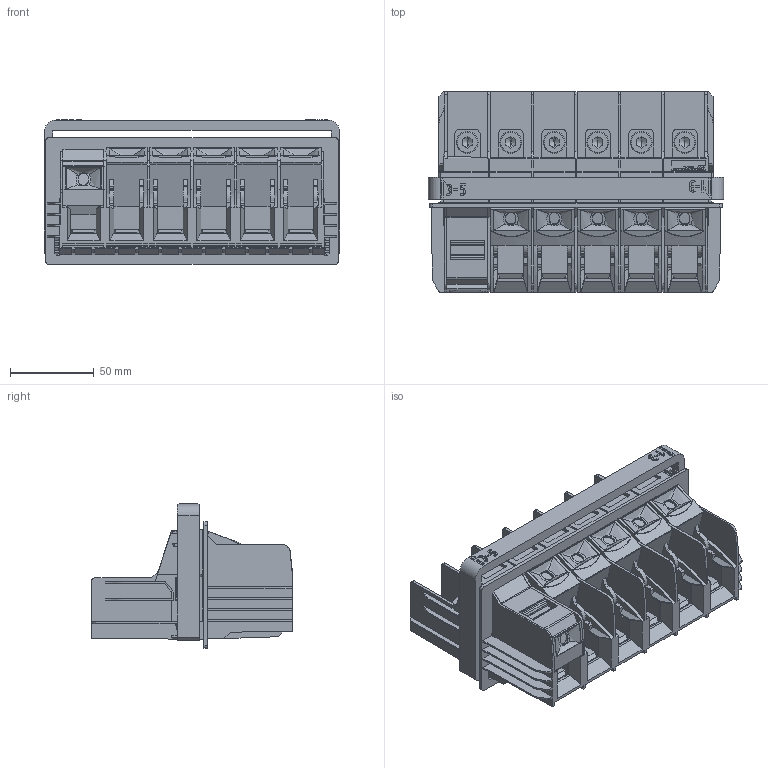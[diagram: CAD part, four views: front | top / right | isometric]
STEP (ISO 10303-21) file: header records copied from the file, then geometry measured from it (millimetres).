
FILE_DESCRIPTION(('Creo Elements/Direct Modeling STEP Export'),'2;1');
FILE_NAME('model.stp','2020-04-14T10:13:04',(''),(''),'Creo Elements/Direct Modeling STEP processor for AP214 (Solid Model)','Creo Elements/Direct Modeling 20.1A 29-Sep-2018 (C) Parametric Technology GmbH','');
FILE_SCHEMA(('AUTOMOTIVE_DESIGN { 1 0 10303 214 1 1 1 1 }'));
Length unit declared in the file: millimetre
Products named in the file (16): SCHNORR-Scheibe_Gr_8.1.4; SCHNORR-Scheibe_Gr_8.1.3; SCHNORR-Scheibe_Gr_8.1.1; SCHNORR-Scheibe_Gr_8.1.2; SCHNORR-Scheibe_Gr_8.1; schr.zyl-iskt_m8x12.1.4; schr.zyl-iskt_m8x12.1.2; schr.zyl-iskt_m8x12.1.3; schr.zyl-iskt_m8x12.1.1; schr.zyl-iskt_m8x12.1; SCHNORR-Scheibe_Gr_8.1.5; schr.zyl-iskt_m8x12.1.5; Baugruppe_Schrauben; TW95-Innenteil.1; TW95-Wendeklemmkeil.2; TW95_6-CL
Assembly tree (15 placements, depth 3):
  TW95_6-CL
    TW95-Wendeklemmkeil.2
    TW95-Innenteil.1
    Baugruppe_Schrauben
      schr.zyl-iskt_m8x12.1.5
      SCHNORR-Scheibe_Gr_8.1.5
      schr.zyl-iskt_m8x12.1
      schr.zyl-iskt_m8x12.1.1
      schr.zyl-iskt_m8x12.1.3
      schr.zyl-iskt_m8x12.1.2
      schr.zyl-iskt_m8x12.1.4
      SCHNORR-Scheibe_Gr_8.1
      SCHNORR-Scheibe_Gr_8.1.2
      SCHNORR-Scheibe_Gr_8.1.1
      SCHNORR-Scheibe_Gr_8.1.3
      SCHNORR-Scheibe_Gr_8.1.4
Bounding box: 176.5 x 120.05 x 86.62 mm (x, y, z)
Volume: 658393.9 mm3; surface area: 149133.2 mm2
Topology: 14 solids, 14 shells, 2236 faces, 6249 edges, 4121 vertices
Faces by surface type: plane 1634, cylinder 449, cone 60, bspline 53, extrusion 24, torus 14, sphere 2
Entity records: 108603 total; most frequent: CARTESIAN_POINT 34332, ORIENTED_EDGE 12470, DIRECTION 10476, EDGE_CURVE 6235, VECTOR 4796, LINE 4772, VERTEX_POINT 4121, AXIS2_PLACEMENT_3D 2840
